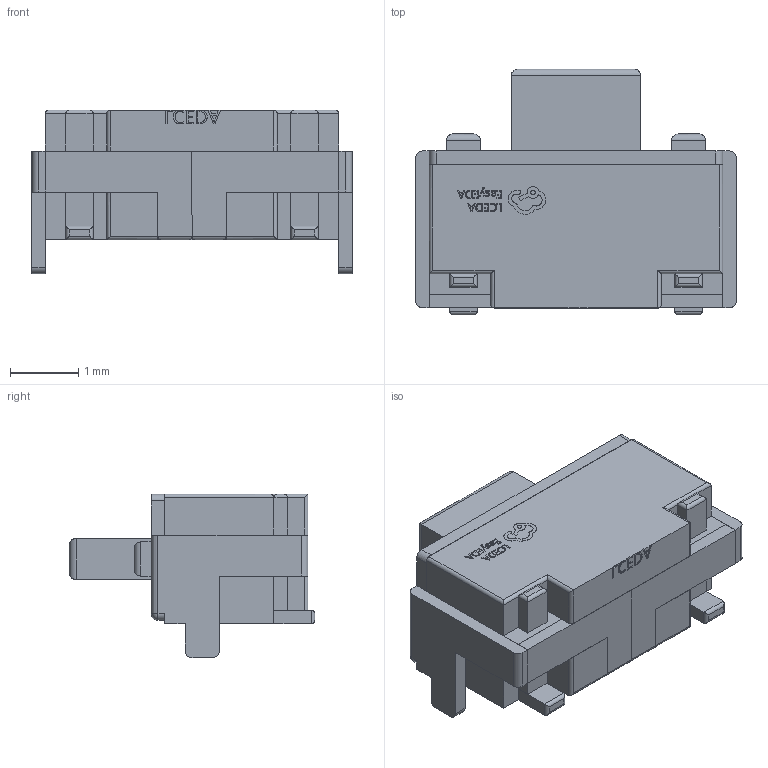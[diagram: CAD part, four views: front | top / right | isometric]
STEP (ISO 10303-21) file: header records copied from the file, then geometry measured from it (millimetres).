
FILE_DESCRIPTION (( 'STEP AP214' ), '1' );
FILE_NAME ('SW-SMD_TS-1073A-A2B3-D4.step', '2022-07-26T15:59:31', ( '' ), ( '' ), 'SwSTEP 2.0', 'SolidWorks 2020', '' );
FILE_SCHEMA (( 'AUTOMOTIVE_DESIGN' ));
Length unit declared in the file: millimetre
Products named in the file (1): SW-SMD_TS-1073A-A2B3-D4
Bounding box: 4.7 x 3.6 x 2.4 mm (x, y, z)
Volume: 20.2 mm3; surface area: 92.7 mm2
Topology: 23 solids, 23 shells, 470 faces, 1201 edges, 780 vertices
Faces by surface type: plane 295, bspline 112, cylinder 61, sphere 2
Entity records: 18415 total; most frequent: CARTESIAN_POINT 4666, ORIENTED_EDGE 2398, DIRECTION 1679, EDGE_CURVE 1199, LINE 893, VECTOR 893, VERTEX_POINT 780, EDGE_LOOP 487
